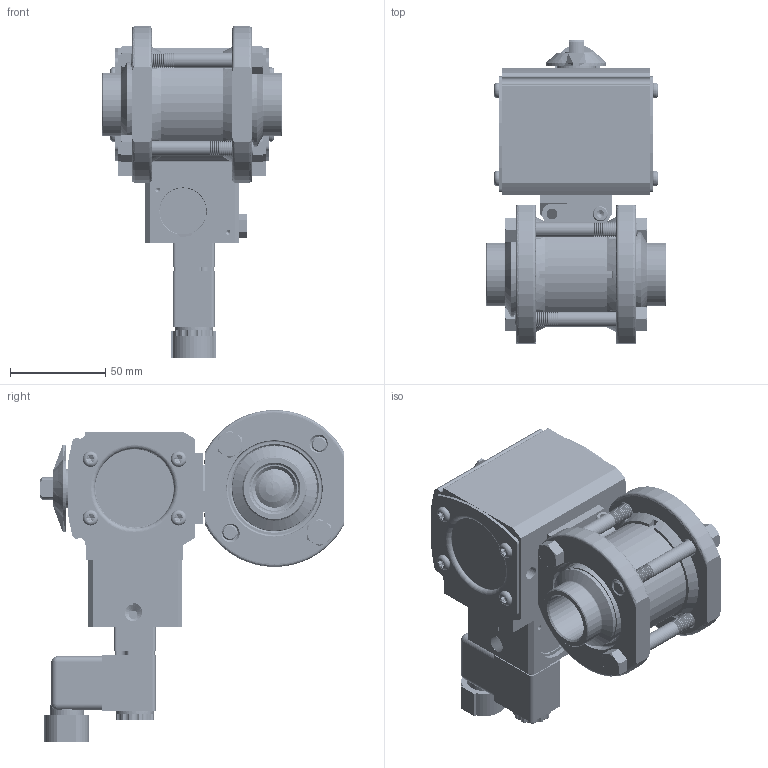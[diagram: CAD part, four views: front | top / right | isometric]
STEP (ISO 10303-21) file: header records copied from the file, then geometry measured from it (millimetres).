
FILE_DESCRIPTION (( 'STEP AP203' ), '1' );
FILE_NAME ('28XXTSWSA512D4GPDC.step', '2018-09-05T12:59:08', ( '' ), ( '' ), 'SwSTEP 2.0', 'SolidWorks 2018', '' );
FILE_SCHEMA (( 'CONFIG_CONTROL_DESIGN' ));
Products named in the file (1): 28XXTSWSA512D4GPDC
Bounding box: 95.15 x 159.47 x 174.66 mm (x, y, z)
Volume: 534649.8 mm3; surface area: 199701 mm2
Topology: 50 solids, 50 shells, 4003 faces, 10397 edges, 6449 vertices
Faces by surface type: cylinder 1763, cone 1201, plane 652, torus 217, bspline 164, sphere 6
Entity records: 183277 total; most frequent: CARTESIAN_POINT 88613, ORIENTED_EDGE 20450, DIRECTION 19985, EDGE_CURVE 10225, AXIS2_PLACEMENT_3D 8075, VERTEX_POINT 6445, EDGE_LOOP 4270, CIRCLE 4235
